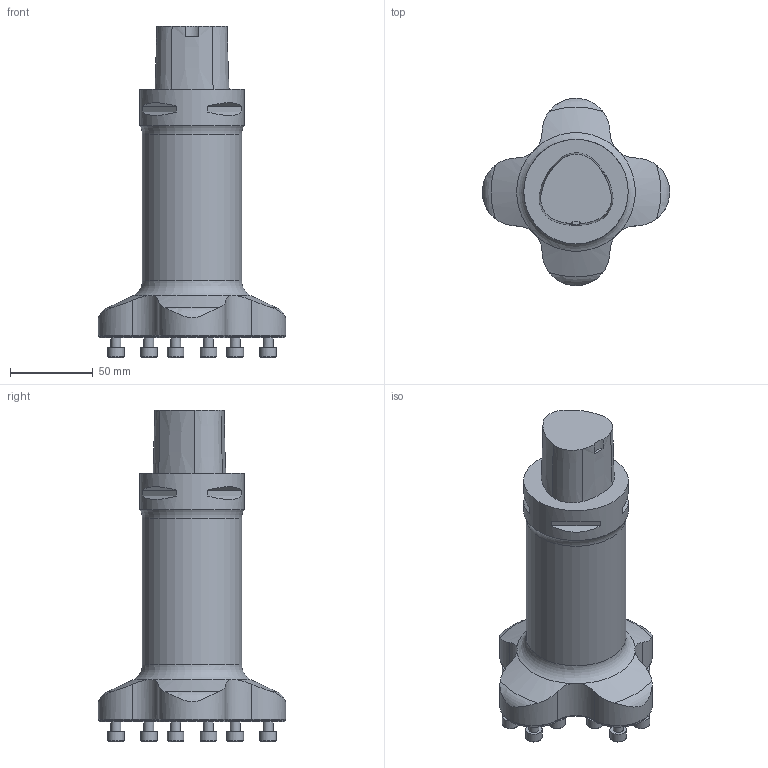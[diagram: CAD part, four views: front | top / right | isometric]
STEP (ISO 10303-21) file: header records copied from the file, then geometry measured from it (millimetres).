
FILE_DESCRIPTION(/* description */ (''),/* implementation_level */ '2;1');
FILE_NAME(/* name */ '1552912842661.stp',/* time_stamp */ '2019-03-18T13:40:56+01:00',/* author */ (''),/* organization */ ('SMS'),/* preprocessor_version */ 'ST-DEVELOPER v15',/* originating_system */ 'SIEMENS PLM Software NX 8.5',/* authorisation */ '');
FILE_SCHEMA (('AUTOMOTIVE_DESIGN { 1 0 10303 214 3 1 1 1 }'));
Length unit declared in the file: millimetre
Products named in the file (1): 112030386mod000_02
Bounding box: 113 x 113 x 200 mm (x, y, z)
Volume: 589476.2 mm3; surface area: 56548.7 mm2
Topology: 1 solids, 1 shells, 143 faces, 306 edges, 212 vertices
Faces by surface type: plane 56, cylinder 47, cone 34, torus 6
Full cylindrical faces by diameter (mm): 6 x16, 10 x16, 60 x1, 63 x1
Entity records: 3536 total; most frequent: CARTESIAN_POINT 666, DIRECTION 634, ORIENTED_EDGE 440, AXIS2_PLACEMENT_3D 290, EDGE_LOOP 236, EDGE_CURVE 220, VERTEX_POINT 172, FACE_BOUND 167
